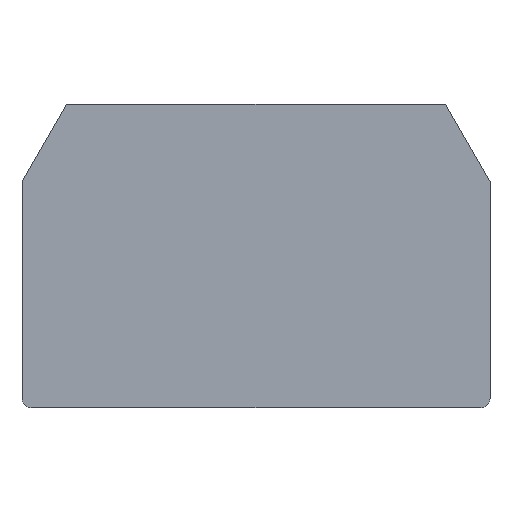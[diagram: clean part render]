
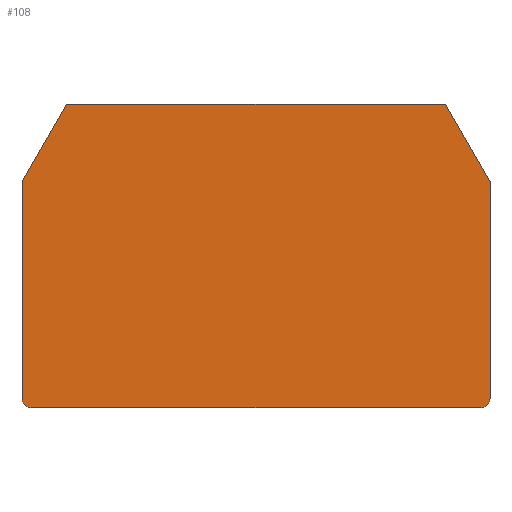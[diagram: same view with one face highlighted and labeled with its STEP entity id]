
A CAD part, top view. The second image highlights one B-rep face of the part: STEP entity #108.
In plain terms, the highlighted planar face has unit normal (0, 0, 1).
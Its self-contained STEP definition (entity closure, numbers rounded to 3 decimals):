
#108=ADVANCED_FACE('',(#126),#116,.T.);
#116=PLANE('',#283);
#126=FACE_OUTER_BOUND('',#136,.T.);
#136=EDGE_LOOP('',(#181,#182,#183,#184,#185,#186,#187,#188));
#139=CIRCLE('',#273,1.);
#140=CIRCLE('',#276,1.);
#181=ORIENTED_EDGE('',*,*,#228,.T.);
#182=ORIENTED_EDGE('',*,*,#226,.T.);
#183=ORIENTED_EDGE('',*,*,#224,.T.);
#184=ORIENTED_EDGE('',*,*,#222,.T.);
#185=ORIENTED_EDGE('',*,*,#220,.T.);
#186=ORIENTED_EDGE('',*,*,#218,.T.);
#187=ORIENTED_EDGE('',*,*,#216,.T.);
#188=ORIENTED_EDGE('',*,*,#214,.T.);
#197=VERTEX_POINT('',#353);
#198=VERTEX_POINT('',#355);
#199=VERTEX_POINT('',#359);
#200=VERTEX_POINT('',#363);
#201=VERTEX_POINT('',#367);
#202=VERTEX_POINT('',#371);
#203=VERTEX_POINT('',#375);
#204=VERTEX_POINT('',#379);
#214=EDGE_CURVE('',#198,#197,#139,.T.);
#216=EDGE_CURVE('',#199,#198,#237,.T.);
#218=EDGE_CURVE('',#200,#199,#140,.T.);
#220=EDGE_CURVE('',#201,#200,#240,.T.);
#222=EDGE_CURVE('',#202,#201,#242,.T.);
#224=EDGE_CURVE('',#203,#202,#244,.T.);
#226=EDGE_CURVE('',#204,#203,#246,.T.);
#228=EDGE_CURVE('',#197,#204,#248,.T.);
#237=LINE('',#358,#257);
#240=LINE('',#366,#260);
#242=LINE('',#370,#262);
#244=LINE('',#374,#264);
#246=LINE('',#378,#266);
#248=LINE('',#382,#268);
#257=VECTOR('',#304,1.);
#260=VECTOR('',#313,1.);
#262=VECTOR('',#317,1.);
#264=VECTOR('',#321,1.);
#266=VECTOR('',#325,1.);
#268=VECTOR('',#329,1.);
#273=AXIS2_PLACEMENT_3D('',#354,#299,#300);
#276=AXIS2_PLACEMENT_3D('',#362,#308,#309);
#283=AXIS2_PLACEMENT_3D('',#384,#332,#333);
#299=DIRECTION('',(0.,0.,1.));
#300=DIRECTION('',(0.,-1.,0.));
#304=DIRECTION('',(1.,0.,0.));
#308=DIRECTION('',(0.,0.,1.));
#309=DIRECTION('',(-1.,0.,0.));
#313=DIRECTION('',(0.,-1.,0.));
#317=DIRECTION('',(-0.5,-0.866,0.));
#321=DIRECTION('',(-1.,0.,0.));
#325=DIRECTION('',(-0.5,0.866,0.));
#329=DIRECTION('',(0.,1.,0.));
#332=DIRECTION('',(0.,0.,1.));
#333=DIRECTION('',(1.,0.,0.));
#353=CARTESIAN_POINT('',(24.25,-10.5,1.5));
#354=CARTESIAN_POINT('',(23.25,-10.5,1.5));
#355=CARTESIAN_POINT('',(23.25,-11.5,1.5));
#358=CARTESIAN_POINT('',(-23.25,-11.5,1.5));
#359=CARTESIAN_POINT('',(-23.25,-11.5,1.5));
#362=CARTESIAN_POINT('',(-23.25,-10.5,1.5));
#363=CARTESIAN_POINT('',(-24.25,-10.5,1.5));
#366=CARTESIAN_POINT('',(-24.25,12.,1.5));
#367=CARTESIAN_POINT('',(-24.25,12.,1.5));
#370=CARTESIAN_POINT('',(-19.631,20.,1.5));
#371=CARTESIAN_POINT('',(-19.631,20.,1.5));
#374=CARTESIAN_POINT('',(19.631,20.,1.5));
#375=CARTESIAN_POINT('',(19.631,20.,1.5));
#378=CARTESIAN_POINT('',(24.25,12.,1.5));
#379=CARTESIAN_POINT('',(24.25,12.,1.5));
#382=CARTESIAN_POINT('',(24.25,-10.5,1.5));
#384=CARTESIAN_POINT('',(0.,0.,1.5));
